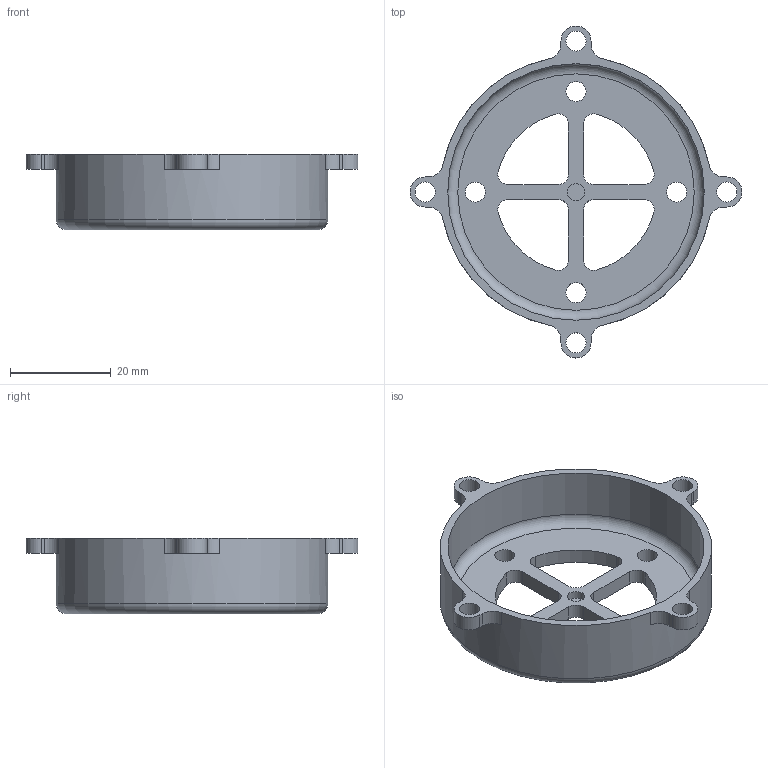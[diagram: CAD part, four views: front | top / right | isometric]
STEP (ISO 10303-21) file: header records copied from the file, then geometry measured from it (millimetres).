
FILE_DESCRIPTION(('STEP AP242'), '1');
FILE_NAME('itemPumpHousingBottom', '', ('UNSPECIFIED'), ('UNSPECIFIED'), 'C3D Converter', 'C3D Toolkit', '');
FILE_SCHEMA(('AP242_MANAGED_MODEL_BASED_3D_ENGINEERING_MIM_LF { 1 0 10303 442 1 1 4 }'));
Length unit declared in the file: millimetre
Bounding box: 66 x 66 x 15 mm (x, y, z)
Volume: 8113.5 mm3; surface area: 8611 mm2
Topology: 1 solids, 1 shells, 65 faces, 181 edges, 120 vertices
Faces by surface type: cylinder 39, plane 24, torus 2
Full cylindrical faces by diameter (mm): 3.4 x1, 4 x8, 51 x1, 54 x1
Entity records: 2145 total; most frequent: DIRECTION 388, CARTESIAN_POINT 354, ORIENTED_EDGE 336, EDGE_CURVE 168, AXIS2_PLACEMENT_3D 154, VERTEX_POINT 120, EDGE_LOOP 104, CIRCLE 88
